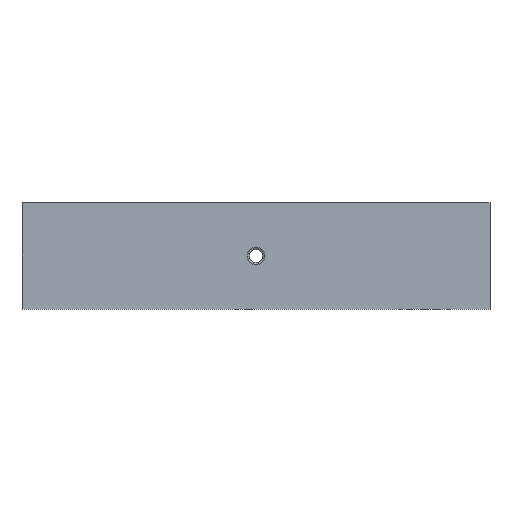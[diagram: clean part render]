
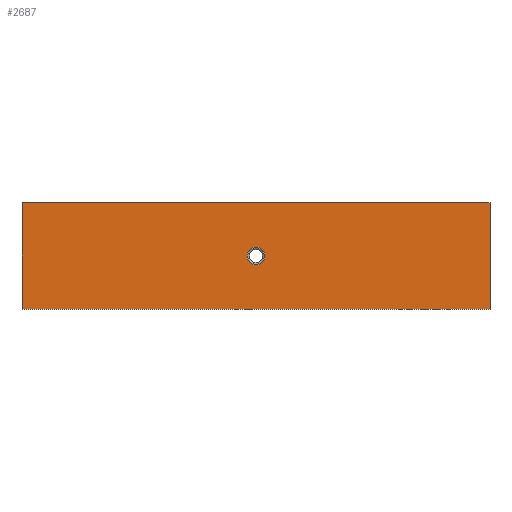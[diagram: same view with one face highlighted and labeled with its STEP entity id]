
A CAD part, front view. The second image highlights one B-rep face of the part: STEP entity #2687.
In plain terms, the highlighted planar face has unit normal (0, -1, 0).
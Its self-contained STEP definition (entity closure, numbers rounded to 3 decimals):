
#58=FACE_BOUND('',#480,.T.);
#156=PLANE('',#2935);
#303=FACE_OUTER_BOUND('',#479,.T.);
#479=EDGE_LOOP('',(#2466,#2467,#2468,#2469));
#480=EDGE_LOOP('',(#2470));
#507=LINE('',#3749,#799);
#513=LINE('',#3765,#805);
#626=LINE('',#4023,#918);
#780=LINE('',#4443,#1072);
#799=VECTOR('',#3001,10.);
#805=VECTOR('',#3015,10.);
#918=VECTOR('',#3196,10.);
#1072=VECTOR('',#3676,10.);
#1118=CIRCLE('',#2795,4.203);
#1175=VERTEX_POINT('',#3746);
#1176=VERTEX_POINT('',#3748);
#1181=VERTEX_POINT('',#3762);
#1182=VERTEX_POINT('',#3764);
#1309=VERTEX_POINT('',#4071);
#1427=EDGE_CURVE('',#1175,#1176,#507,.T.);
#1435=EDGE_CURVE('',#1182,#1181,#513,.T.);
#1567=EDGE_CURVE('',#1182,#1175,#626,.T.);
#1590=EDGE_CURVE('',#1309,#1309,#1118,.T.);
#1766=EDGE_CURVE('',#1176,#1181,#780,.T.);
#2466=ORIENTED_EDGE('',*,*,#1567,.F.);
#2467=ORIENTED_EDGE('',*,*,#1435,.T.);
#2468=ORIENTED_EDGE('',*,*,#1766,.F.);
#2469=ORIENTED_EDGE('',*,*,#1427,.F.);
#2470=ORIENTED_EDGE('',*,*,#1590,.T.);
#2687=ADVANCED_FACE('',(#303,#58),#156,.T.);
#2795=AXIS2_PLACEMENT_3D('',#4072,#3251,#3252);
#2935=AXIS2_PLACEMENT_3D('',#4442,#3674,#3675);
#3001=DIRECTION('',(0.,0.,-1.));
#3015=DIRECTION('',(0.,0.,-1.));
#3196=DIRECTION('',(1.,0.,0.));
#3251=DIRECTION('center_axis',(0.,1.,0.));
#3252=DIRECTION('ref_axis',(1.,0.,0.));
#3674=DIRECTION('center_axis',(0.,-1.,0.));
#3675=DIRECTION('ref_axis',(-1.,0.,0.));
#3676=DIRECTION('',(-1.,0.,0.));
#3746=CARTESIAN_POINT('',(110.35,-74.5,0.));
#3748=CARTESIAN_POINT('',(110.35,-74.5,-50.));
#3749=CARTESIAN_POINT('',(110.35,-74.5,0.));
#3762=CARTESIAN_POINT('',(-110.35,-74.5,-50.));
#3764=CARTESIAN_POINT('',(-110.35,-74.5,0.));
#3765=CARTESIAN_POINT('',(-110.35,-74.5,0.));
#4023=CARTESIAN_POINT('',(-110.35,-74.5,0.));
#4071=CARTESIAN_POINT('',(-4.203,-74.5,-25.));
#4072=CARTESIAN_POINT('Origin',(0.,-74.5,-25.));
#4442=CARTESIAN_POINT('Origin',(110.35,-74.5,0.));
#4443=CARTESIAN_POINT('',(-110.35,-74.5,-50.));
